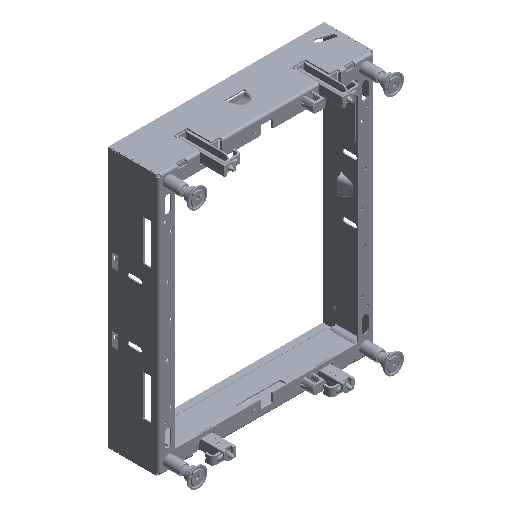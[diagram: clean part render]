
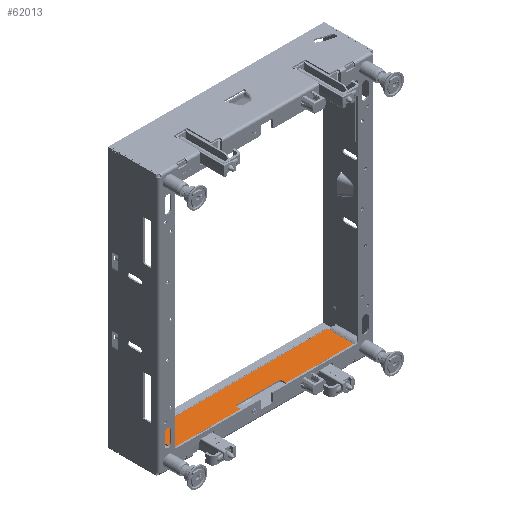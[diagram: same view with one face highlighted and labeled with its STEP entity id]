
A CAD part, isometric view. The second image highlights one B-rep face of the part: STEP entity #62013.
In plain terms, the highlighted planar face has unit normal (0, 0, 1).
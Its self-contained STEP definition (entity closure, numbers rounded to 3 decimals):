
#61892=AXIS2_PLACEMENT_3D('Plane Axis2P3D',#61889,#61890,#61891) ;
#61969=AXIS2_PLACEMENT_3D('Circle Axis2P3D',#61967,#61968,$) ;
#61983=AXIS2_PLACEMENT_3D('Circle Axis2P3D',#61981,#61982,$) ;
#61815=CARTESIAN_POINT('Vertex',(-91.5,31.2,0.)) ;
#61818=CARTESIAN_POINT('Line Origine',(0.,31.2,0.)) ;
#61822=CARTESIAN_POINT('Vertex',(-74.5,31.2,0.)) ;
#61837=CARTESIAN_POINT('Line Origine',(0.,31.2,0.)) ;
#61841=CARTESIAN_POINT('Vertex',(45.5,31.2,0.)) ;
#61843=CARTESIAN_POINT('Vertex',(-45.5,31.2,0.)) ;
#61863=CARTESIAN_POINT('Line Origine',(0.,31.2,0.)) ;
#61867=CARTESIAN_POINT('Vertex',(91.5,31.2,0.)) ;
#61869=CARTESIAN_POINT('Vertex',(74.5,31.2,0.)) ;
#61889=CARTESIAN_POINT('Axis2P3D Location',(0.,4.6,0.)) ;
#61894=CARTESIAN_POINT('Line Origine',(38.,4.6,0.)) ;
#61898=CARTESIAN_POINT('Vertex',(53.,4.6,0.)) ;
#61900=CARTESIAN_POINT('Vertex',(23.,4.6,0.)) ;
#61903=CARTESIAN_POINT('Line Origine',(60.,4.6,0.)) ;
#61907=CARTESIAN_POINT('Vertex',(67.,4.6,0.)) ;
#61910=CARTESIAN_POINT('Line Origine',(79.25,4.6,0.)) ;
#61914=CARTESIAN_POINT('Vertex',(91.5,4.6,0.)) ;
#61917=CARTESIAN_POINT('Line Origine',(91.5,17.9,0.)) ;
#61922=CARTESIAN_POINT('Line Origine',(60.,31.2,0.)) ;
#61927=CARTESIAN_POINT('Line Origine',(-60.,31.2,0.)) ;
#61932=CARTESIAN_POINT('Line Origine',(-91.5,17.9,0.)) ;
#61936=CARTESIAN_POINT('Vertex',(-91.5,4.6,0.)) ;
#61939=CARTESIAN_POINT('Line Origine',(-79.25,4.6,0.)) ;
#61943=CARTESIAN_POINT('Vertex',(-67.,4.6,0.)) ;
#61946=CARTESIAN_POINT('Line Origine',(-60.,4.6,0.)) ;
#61950=CARTESIAN_POINT('Vertex',(-53.,4.6,0.)) ;
#61953=CARTESIAN_POINT('Line Origine',(-38.,4.6,0.)) ;
#61957=CARTESIAN_POINT('Vertex',(-23.,4.6,0.)) ;
#61960=CARTESIAN_POINT('Line Origine',(-23.,6.5,0.)) ;
#61964=CARTESIAN_POINT('Vertex',(-23.,8.4,0.)) ;
#61967=CARTESIAN_POINT('Axis2P3D Location',(-21.,8.4,0.)) ;
#61971=CARTESIAN_POINT('Vertex',(-21.,10.4,0.)) ;
#61974=CARTESIAN_POINT('Line Origine',(0.,10.4,0.)) ;
#61978=CARTESIAN_POINT('Vertex',(21.,10.4,0.)) ;
#61981=CARTESIAN_POINT('Axis2P3D Location',(21.,8.4,0.)) ;
#61985=CARTESIAN_POINT('Vertex',(23.,8.4,0.)) ;
#61988=CARTESIAN_POINT('Line Origine',(23.,6.5,0.)) ;
#61819=DIRECTION('Vector Direction',(1.,0.,0.)) ;
#61838=DIRECTION('Vector Direction',(1.,0.,0.)) ;
#61864=DIRECTION('Vector Direction',(1.,0.,0.)) ;
#61890=DIRECTION('Axis2P3D Direction',(0.,-0.,1.)) ;
#61891=DIRECTION('Axis2P3D XDirection',(0.,1.,0.)) ;
#61895=DIRECTION('Vector Direction',(-1.,0.,0.)) ;
#61904=DIRECTION('Vector Direction',(-1.,0.,0.)) ;
#61911=DIRECTION('Vector Direction',(-1.,0.,0.)) ;
#61918=DIRECTION('Vector Direction',(0.,1.,0.)) ;
#61923=DIRECTION('Vector Direction',(-1.,0.,0.)) ;
#61928=DIRECTION('Vector Direction',(-1.,0.,0.)) ;
#61933=DIRECTION('Vector Direction',(0.,1.,0.)) ;
#61940=DIRECTION('Vector Direction',(-1.,0.,0.)) ;
#61947=DIRECTION('Vector Direction',(-1.,0.,0.)) ;
#61954=DIRECTION('Vector Direction',(-1.,0.,0.)) ;
#61961=DIRECTION('Vector Direction',(0.,-1.,0.)) ;
#61968=DIRECTION('Axis2P3D Direction',(0.,-0.,1.)) ;
#61975=DIRECTION('Vector Direction',(1.,0.,0.)) ;
#61982=DIRECTION('Axis2P3D Direction',(0.,-0.,1.)) ;
#61989=DIRECTION('Vector Direction',(0.,-1.,0.)) ;
#61820=VECTOR('Line Direction',#61819,1.) ;
#61839=VECTOR('Line Direction',#61838,1.) ;
#61865=VECTOR('Line Direction',#61864,1.) ;
#61896=VECTOR('Line Direction',#61895,1.) ;
#61905=VECTOR('Line Direction',#61904,1.) ;
#61912=VECTOR('Line Direction',#61911,1.) ;
#61919=VECTOR('Line Direction',#61918,1.) ;
#61924=VECTOR('Line Direction',#61923,1.) ;
#61929=VECTOR('Line Direction',#61928,1.) ;
#61934=VECTOR('Line Direction',#61933,1.) ;
#61941=VECTOR('Line Direction',#61940,1.) ;
#61948=VECTOR('Line Direction',#61947,1.) ;
#61955=VECTOR('Line Direction',#61954,1.) ;
#61962=VECTOR('Line Direction',#61961,1.) ;
#61976=VECTOR('Line Direction',#61975,1.) ;
#61990=VECTOR('Line Direction',#61989,1.) ;
#61994=ORIENTED_EDGE('',*,*,#61902,.F.) ;
#61995=ORIENTED_EDGE('',*,*,#61909,.F.) ;
#61996=ORIENTED_EDGE('',*,*,#61916,.F.) ;
#61997=ORIENTED_EDGE('',*,*,#61921,.F.) ;
#61998=ORIENTED_EDGE('',*,*,#61871,.T.) ;
#61999=ORIENTED_EDGE('',*,*,#61926,.T.) ;
#62000=ORIENTED_EDGE('',*,*,#61845,.T.) ;
#62001=ORIENTED_EDGE('',*,*,#61931,.T.) ;
#62002=ORIENTED_EDGE('',*,*,#61824,.T.) ;
#62003=ORIENTED_EDGE('',*,*,#61938,.T.) ;
#62004=ORIENTED_EDGE('',*,*,#61945,.F.) ;
#62005=ORIENTED_EDGE('',*,*,#61952,.F.) ;
#62006=ORIENTED_EDGE('',*,*,#61959,.F.) ;
#62007=ORIENTED_EDGE('',*,*,#61966,.F.) ;
#62008=ORIENTED_EDGE('',*,*,#61973,.F.) ;
#62009=ORIENTED_EDGE('',*,*,#61980,.T.) ;
#62010=ORIENTED_EDGE('',*,*,#61987,.F.) ;
#62011=ORIENTED_EDGE('',*,*,#61992,.T.) ;
#62013=ADVANCED_FACE('Corps principal',(#62012),#61893,.T.) ;
#61970=CIRCLE('generated circle',#61969,2.) ;
#61984=CIRCLE('generated circle',#61983,2.) ;
#61824=EDGE_CURVE('',#61823,#61816,#61821,.F.) ;
#61845=EDGE_CURVE('',#61842,#61844,#61840,.F.) ;
#61871=EDGE_CURVE('',#61868,#61870,#61866,.F.) ;
#61902=EDGE_CURVE('',#61899,#61901,#61897,.T.) ;
#61909=EDGE_CURVE('',#61908,#61899,#61906,.T.) ;
#61916=EDGE_CURVE('',#61915,#61908,#61913,.T.) ;
#61921=EDGE_CURVE('',#61868,#61915,#61920,.F.) ;
#61926=EDGE_CURVE('',#61870,#61842,#61925,.T.) ;
#61931=EDGE_CURVE('',#61844,#61823,#61930,.T.) ;
#61938=EDGE_CURVE('',#61816,#61937,#61935,.F.) ;
#61945=EDGE_CURVE('',#61944,#61937,#61942,.T.) ;
#61952=EDGE_CURVE('',#61951,#61944,#61949,.T.) ;
#61959=EDGE_CURVE('',#61958,#61951,#61956,.T.) ;
#61966=EDGE_CURVE('',#61965,#61958,#61963,.T.) ;
#61973=EDGE_CURVE('',#61972,#61965,#61970,.T.) ;
#61980=EDGE_CURVE('',#61972,#61979,#61977,.T.) ;
#61987=EDGE_CURVE('',#61986,#61979,#61984,.T.) ;
#61992=EDGE_CURVE('',#61986,#61901,#61991,.T.) ;
#61993=EDGE_LOOP('',(#61994,#61995,#61996,#61997,#61998,#61999,#62000,#62001,#62002,#62003,#62004,#62005,#62006,#62007,#62008,#62009,#62010,#62011)) ;
#62012=FACE_OUTER_BOUND('',#61993,.T.) ;
#61821=LINE('Line',#61818,#61820) ;
#61840=LINE('Line',#61837,#61839) ;
#61866=LINE('Line',#61863,#61865) ;
#61897=LINE('Line',#61894,#61896) ;
#61906=LINE('Line',#61903,#61905) ;
#61913=LINE('Line',#61910,#61912) ;
#61920=LINE('Line',#61917,#61919) ;
#61925=LINE('Line',#61922,#61924) ;
#61930=LINE('Line',#61927,#61929) ;
#61935=LINE('Line',#61932,#61934) ;
#61942=LINE('Line',#61939,#61941) ;
#61949=LINE('Line',#61946,#61948) ;
#61956=LINE('Line',#61953,#61955) ;
#61963=LINE('Line',#61960,#61962) ;
#61977=LINE('Line',#61974,#61976) ;
#61991=LINE('Line',#61988,#61990) ;
#61893=PLANE('',#61892) ;
#61816=VERTEX_POINT('',#61815) ;
#61823=VERTEX_POINT('',#61822) ;
#61842=VERTEX_POINT('',#61841) ;
#61844=VERTEX_POINT('',#61843) ;
#61868=VERTEX_POINT('',#61867) ;
#61870=VERTEX_POINT('',#61869) ;
#61899=VERTEX_POINT('',#61898) ;
#61901=VERTEX_POINT('',#61900) ;
#61908=VERTEX_POINT('',#61907) ;
#61915=VERTEX_POINT('',#61914) ;
#61937=VERTEX_POINT('',#61936) ;
#61944=VERTEX_POINT('',#61943) ;
#61951=VERTEX_POINT('',#61950) ;
#61958=VERTEX_POINT('',#61957) ;
#61965=VERTEX_POINT('',#61964) ;
#61972=VERTEX_POINT('',#61971) ;
#61979=VERTEX_POINT('',#61978) ;
#61986=VERTEX_POINT('',#61985) ;
